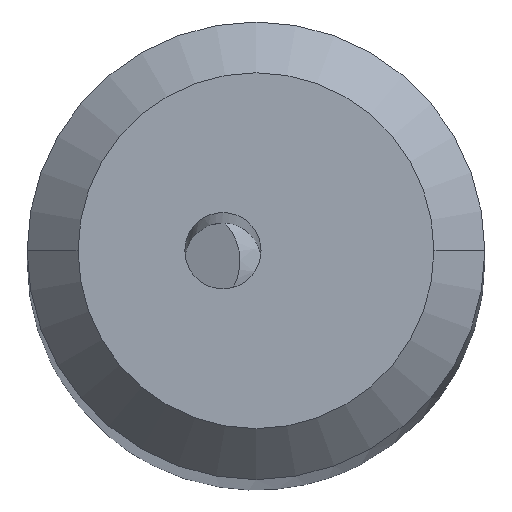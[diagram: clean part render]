
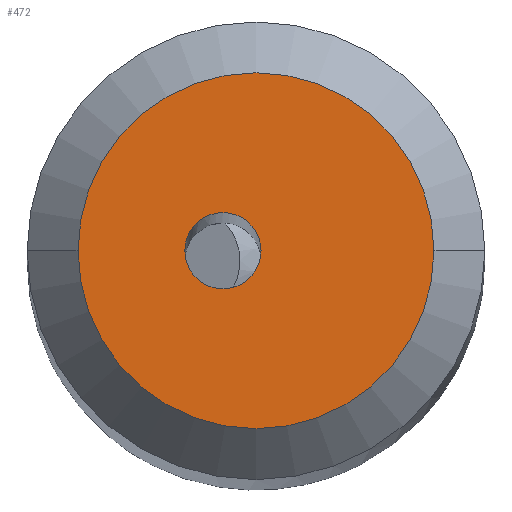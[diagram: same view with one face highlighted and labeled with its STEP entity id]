
A CAD part, top view. The second image highlights one B-rep face of the part: STEP entity #472.
In plain terms, the highlighted planar face has unit normal (0, 0, 1).
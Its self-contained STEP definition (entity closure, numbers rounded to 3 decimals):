
#386=EDGE_CURVE('NONE',#838,#614,#1065,.T.);
#412=EDGE_CURVE('NONE',#750,#984,#1095,.T.);
#472=ADVANCED_FACE('NONE',(#1163,#1164),#1165,.F.);
#496=EDGE_CURVE('NONE',#984,#750,#1190,.T.);
#614=VERTEX_POINT('NONE',#1320);
#674=EDGE_CURVE('NONE',#614,#838,#1381,.T.);
#750=VERTEX_POINT('NONE',#1468);
#838=VERTEX_POINT('NONE',#1571);
#984=VERTEX_POINT('NONE',#1732);
#1065=CIRCLE('',#1823,0.75);
#1095=CIRCLE('',#1864,3.5);
#1163=FACE_OUTER_BOUND('',#1996,.T.);
#1164=FACE_BOUND('',#1997,.T.);
#1165=PLANE('',#1998);
#1190=CIRCLE('',#2039,3.5);
#1320=CARTESIAN_POINT('',(-0.65,0.75,121.001));
#1381=CIRCLE('',#2379,0.75);
#1468=CARTESIAN_POINT('',(-3.5,0.0,121.001));
#1571=CARTESIAN_POINT('',(-0.65,-0.75,121.001));
#1732=CARTESIAN_POINT('',(3.5,0.,121.001));
#1823=AXIS2_PLACEMENT_3D('',#3074,#3075,#3076);
#1864=AXIS2_PLACEMENT_3D('',#3114,#3115,#3116);
#1996=EDGE_LOOP('',(#3203,#3204));
#1997=EDGE_LOOP('',(#3205,#3206));
#1998=AXIS2_PLACEMENT_3D('',#3207,#3208,#3209);
#2039=AXIS2_PLACEMENT_3D('',#3225,#3226,#3227);
#2379=AXIS2_PLACEMENT_3D('',#3412,#3413,#3414);
#3074=CARTESIAN_POINT('',(-0.65,0.0,121.001));
#3075=DIRECTION('',(0.0,0.0,1.0));
#3076=DIRECTION('',(-1.0,0.0,0.0));
#3114=CARTESIAN_POINT('',(0.,0.0,121.001));
#3115=DIRECTION('',(0.0,0.0,1.0));
#3116=DIRECTION('',(-1.0,0.0,0.0));
#3203=ORIENTED_EDGE('',*,*,#412,.T.);
#3204=ORIENTED_EDGE('',*,*,#496,.T.);
#3205=ORIENTED_EDGE('',*,*,#674,.F.);
#3206=ORIENTED_EDGE('',*,*,#386,.F.);
#3207=CARTESIAN_POINT('',(-4.5,0.0,121.001));
#3208=DIRECTION('',(0.,0.0,-1.0));
#3209=DIRECTION('',(0.0,1.0,0.0));
#3225=CARTESIAN_POINT('',(0.,0.0,121.001));
#3226=DIRECTION('',(0.0,0.0,1.0));
#3227=DIRECTION('',(-1.0,0.0,0.0));
#3412=CARTESIAN_POINT('',(-0.65,0.0,121.001));
#3413=DIRECTION('',(0.0,0.0,1.0));
#3414=DIRECTION('',(-1.0,0.0,0.0));
